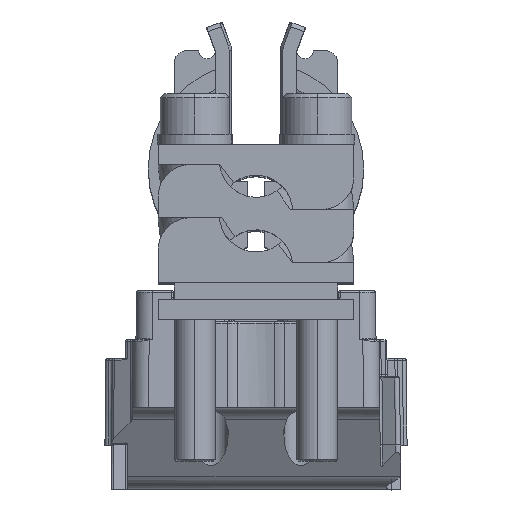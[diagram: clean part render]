
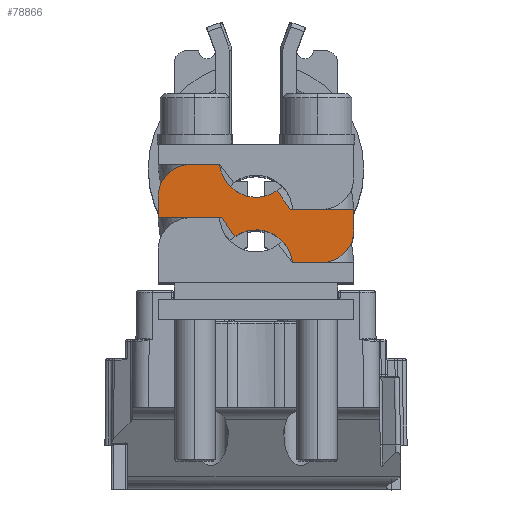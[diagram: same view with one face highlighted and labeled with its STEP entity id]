
A CAD part, top view. The second image highlights one B-rep face of the part: STEP entity #78866.
In plain terms, the highlighted planar face has unit normal (0, 0, 1).
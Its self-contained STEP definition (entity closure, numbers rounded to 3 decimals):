
#77777=CARTESIAN_POINT('',(-8.,2.,7.5));
#77778=DIRECTION('',(0.,0.,-1.));
#77779=DIRECTION('',(-1.,0.,0.));
#77780=AXIS2_PLACEMENT_3D('',#77777,#77778,#77779);
#77785=CARTESIAN_POINT('',(0.,6.5,7.5));
#77786=DIRECTION('',(0.,0.,1.));
#77787=DIRECTION('',(-0.994,-0.111,0.));
#77788=AXIS2_PLACEMENT_3D('',#77785,#77786,#77787);
#77793=DIRECTION('',(0.574,-0.819,0.));
#77794=VECTOR('',#77793,2.825);
#77795=CARTESIAN_POINT('',(2.581,2.814,7.5));
#77796=LINE('',#77795,#77794);
#77800=CARTESIAN_POINT('',(8.,-2.,7.5));
#77801=DIRECTION('',(0.,0.,-1.));
#77802=DIRECTION('',(1.,0.,0.));
#77803=AXIS2_PLACEMENT_3D('',#77800,#77801,#77802);
#77808=CARTESIAN_POINT('',(0.,-6.5,7.5));
#77809=DIRECTION('',(0.,0.,1.));
#77810=DIRECTION('',(0.994,0.111,0.));
#77811=AXIS2_PLACEMENT_3D('',#77808,#77809,#77810);
#77816=DIRECTION('',(-0.574,0.819,0.));
#77817=VECTOR('',#77816,2.825);
#77818=CARTESIAN_POINT('',(-2.581,-2.814,7.5));
#77819=LINE('',#77818,#77817);
#77823=DIRECTION('',(-1.,0.,0.));
#77824=VECTOR('',#77823,7.799);
#77825=CARTESIAN_POINT('',(-4.201,-0.5,7.5));
#77826=LINE('',#77825,#77824);
#77851=DIRECTION('',(0.,-1.,0.));
#77852=VECTOR('',#77851,2.5);
#77853=CARTESIAN_POINT('',(-12.,2.,7.5));
#77854=LINE('',#77853,#77852);
#78099=DIRECTION('',(1.,0.,0.));
#78100=VECTOR('',#78099,3.528);
#78101=CARTESIAN_POINT('',(4.472,-6.,7.5));
#78102=LINE('',#78101,#78100);
#78120=DIRECTION('',(0.,1.,0.));
#78121=VECTOR('',#78120,2.5);
#78122=CARTESIAN_POINT('',(12.,-2.,7.5));
#78123=LINE('',#78122,#78121);
#78163=DIRECTION('',(-1.,0.,0.));
#78164=VECTOR('',#78163,7.799);
#78165=CARTESIAN_POINT('',(12.,0.5,7.5));
#78166=LINE('',#78165,#78164);
#78492=DIRECTION('',(-1.,0.,0.));
#78493=VECTOR('',#78492,3.528);
#78494=CARTESIAN_POINT('',(-4.472,6.,7.5));
#78495=LINE('',#78494,#78493);
#78634=CARTESIAN_POINT('',(-4.201,-0.5,7.5));
#78636=VERTEX_POINT('',#78634);
#78641=CARTESIAN_POINT('',(-12.,-0.5,7.5));
#78642=VERTEX_POINT('',#78641);
#78643=CARTESIAN_POINT('',(-2.581,-2.814,7.5));
#78644=VERTEX_POINT('',#78643);
#78647=CARTESIAN_POINT('',(-12.,2.,7.5));
#78648=CARTESIAN_POINT('',(-8.,6.,7.5));
#78649=VERTEX_POINT('',#78647);
#78650=VERTEX_POINT('',#78648);
#78651=CARTESIAN_POINT('',(-4.472,6.,7.5));
#78652=VERTEX_POINT('',#78651);
#78653=CARTESIAN_POINT('',(2.581,2.814,7.5));
#78654=VERTEX_POINT('',#78653);
#78655=CARTESIAN_POINT('',(4.201,0.5,7.5));
#78656=VERTEX_POINT('',#78655);
#78657=CARTESIAN_POINT('',(12.,0.5,7.5));
#78658=VERTEX_POINT('',#78657);
#78659=CARTESIAN_POINT('',(12.,-2.,7.5));
#78660=VERTEX_POINT('',#78659);
#78661=CARTESIAN_POINT('',(8.,-6.,7.5));
#78662=VERTEX_POINT('',#78661);
#78663=CARTESIAN_POINT('',(4.472,-6.,7.5));
#78664=VERTEX_POINT('',#78663);
#78837=CARTESIAN_POINT('',(-12.,-0.5,7.5));
#78838=DIRECTION('',(0.,0.,1.));
#78839=DIRECTION('',(1.,0.,0.));
#78840=AXIS2_PLACEMENT_3D('',#78837,#78838,#78839);
#78841=PLANE('',#78840);
#78843=ORIENTED_EDGE('',*,*,#78842,.T.);
#78845=ORIENTED_EDGE('',*,*,#78844,.F.);
#78847=ORIENTED_EDGE('',*,*,#78846,.T.);
#78849=ORIENTED_EDGE('',*,*,#78848,.T.);
#78851=ORIENTED_EDGE('',*,*,#78850,.F.);
#78853=ORIENTED_EDGE('',*,*,#78852,.F.);
#78855=ORIENTED_EDGE('',*,*,#78854,.T.);
#78857=ORIENTED_EDGE('',*,*,#78856,.F.);
#78859=ORIENTED_EDGE('',*,*,#78858,.T.);
#78860=ORIENTED_EDGE('',*,*,#78821,.T.);
#78861=ORIENTED_EDGE('',*,*,#78803,.T.);
#78863=ORIENTED_EDGE('',*,*,#78862,.F.);
#78864=EDGE_LOOP('',(#78843,#78845,#78847,#78849,#78851,#78853,#78855,#78857,
#78859,#78860,#78861,#78863));
#78865=FACE_OUTER_BOUND('',#78864,.F.);
#77781=CIRCLE('',#77780,4.);
#77789=CIRCLE('',#77788,4.5);
#77804=CIRCLE('',#77803,4.);
#77812=CIRCLE('',#77811,4.5);
#78803=EDGE_CURVE('',#78636,#78642,#77826,.T.);
#78821=EDGE_CURVE('',#78644,#78636,#77819,.T.);
#78842=EDGE_CURVE('',#78649,#78650,#77781,.T.);
#78844=EDGE_CURVE('',#78652,#78650,#78495,.T.);
#78846=EDGE_CURVE('',#78652,#78654,#77789,.T.);
#78848=EDGE_CURVE('',#78654,#78656,#77796,.T.);
#78850=EDGE_CURVE('',#78658,#78656,#78166,.T.);
#78852=EDGE_CURVE('',#78660,#78658,#78123,.T.);
#78854=EDGE_CURVE('',#78660,#78662,#77804,.T.);
#78856=EDGE_CURVE('',#78664,#78662,#78102,.T.);
#78858=EDGE_CURVE('',#78664,#78644,#77812,.T.);
#78862=EDGE_CURVE('',#78649,#78642,#77854,.T.);
#78866=ADVANCED_FACE('',(#78865),#78841,.T.);
